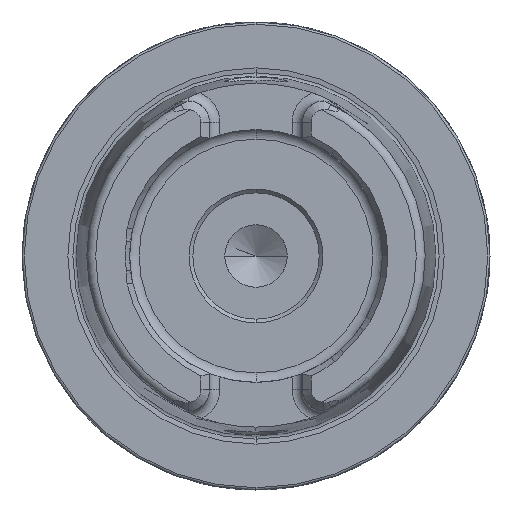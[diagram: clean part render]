
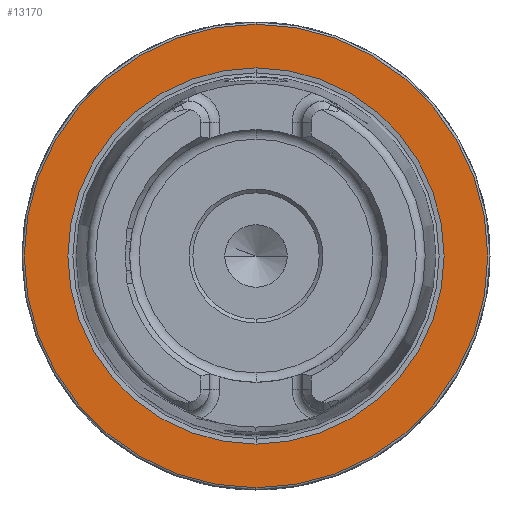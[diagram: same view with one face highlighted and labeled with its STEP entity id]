
A CAD part, left-side view. The second image highlights one B-rep face of the part: STEP entity #13170.
In plain terms, the highlighted planar face has unit normal (-1, 0, 0).
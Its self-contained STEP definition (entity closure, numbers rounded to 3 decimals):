
#266 = VERTEX_POINT ( 'NONE', #11529 ) ;
#657 = DIRECTION ( 'NONE',  ( 0., 0., 1. ) ) ;
#1234 = EDGE_LOOP ( 'NONE', ( #5847, #15408 ) ) ;
#2685 = CARTESIAN_POINT ( 'NONE',  ( 0., 0., 0. ) ) ;
#2739 = AXIS2_PLACEMENT_3D ( 'NONE', #2778, #4637, #22184 ) ;
#2778 = CARTESIAN_POINT ( 'NONE',  ( 0., 31.2, 0. ) ) ;
#4006 = CARTESIAN_POINT ( 'NONE',  ( 0., 0., 31.2 ) ) ;
#4096 = DIRECTION ( 'NONE',  ( 0., 0., 1. ) ) ;
#4637 = DIRECTION ( 'NONE',  ( 1., 0., 0. ) ) ;
#5363 = VERTEX_POINT ( 'NONE', #20591 ) ;
#5847 = ORIENTED_EDGE ( 'NONE', *, *, #6430, .F. ) ;
#5889 = ORIENTED_EDGE ( 'NONE', *, *, #8150, .T. ) ;
#6218 = DIRECTION ( 'NONE',  ( -1., 0., 0. ) ) ;
#6430 = EDGE_CURVE ( 'NONE', #5363, #266, #17016, .T. ) ;
#6776 = CARTESIAN_POINT ( 'NONE',  ( 0., 0., 0. ) ) ;
#8150 = EDGE_CURVE ( 'NONE', #12677, #20954, #18855, .T. ) ;
#8686 = CARTESIAN_POINT ( 'NONE',  ( 0., 0., 0. ) ) ;
#9167 = AXIS2_PLACEMENT_3D ( 'NONE', #8686, #15827, #21199 ) ;
#10529 = DIRECTION ( 'NONE',  ( -1., 0., 0. ) ) ;
#11529 = CARTESIAN_POINT ( 'NONE',  ( 0., 0., -25.324 ) ) ;
#11820 = CARTESIAN_POINT ( 'NONE',  ( 0., 0., -31.2 ) ) ;
#12677 = VERTEX_POINT ( 'NONE', #4006 ) ;
#13170 = ADVANCED_FACE ( 'NONE', ( #22521, #13754 ), #20557, .F. ) ;
#13173 = CARTESIAN_POINT ( 'NONE',  ( 0., 0., 0. ) ) ;
#13754 = FACE_OUTER_BOUND ( 'NONE', #22776, .T. ) ;
#14499 = EDGE_CURVE ( 'NONE', #266, #5363, #20345, .T. ) ;
#15408 = ORIENTED_EDGE ( 'NONE', *, *, #14499, .F. ) ;
#15827 = DIRECTION ( 'NONE',  ( -1., 0., 0. ) ) ;
#17016 = CIRCLE ( 'NONE', #9167, 25.324 ) ;
#17048 = EDGE_CURVE ( 'NONE', #20954, #12677, #17954, .T. ) ;
#17608 = ORIENTED_EDGE ( 'NONE', *, *, #17048, .T. ) ;
#17741 = AXIS2_PLACEMENT_3D ( 'NONE', #6776, #10529, #21047 ) ;
#17954 = CIRCLE ( 'NONE', #19825, 31.2 ) ;
#18103 = AXIS2_PLACEMENT_3D ( 'NONE', #13173, #18443, #657 ) ;
#18443 = DIRECTION ( 'NONE',  ( -1., 0., 0. ) ) ;
#18855 = CIRCLE ( 'NONE', #17741, 31.2 ) ;
#19825 = AXIS2_PLACEMENT_3D ( 'NONE', #2685, #6218, #4096 ) ;
#20345 = CIRCLE ( 'NONE', #18103, 25.324 ) ;
#20557 = PLANE ( 'NONE',  #2739 ) ;
#20591 = CARTESIAN_POINT ( 'NONE',  ( 0., 0., 25.324 ) ) ;
#20954 = VERTEX_POINT ( 'NONE', #11820 ) ;
#21047 = DIRECTION ( 'NONE',  ( 0., 0., 1. ) ) ;
#21199 = DIRECTION ( 'NONE',  ( 0., 0., 1. ) ) ;
#22184 = DIRECTION ( 'NONE',  ( 0., 0., -1. ) ) ;
#22521 = FACE_BOUND ( 'NONE', #1234, .T. ) ;
#22776 = EDGE_LOOP ( 'NONE', ( #5889, #17608 ) ) ;
